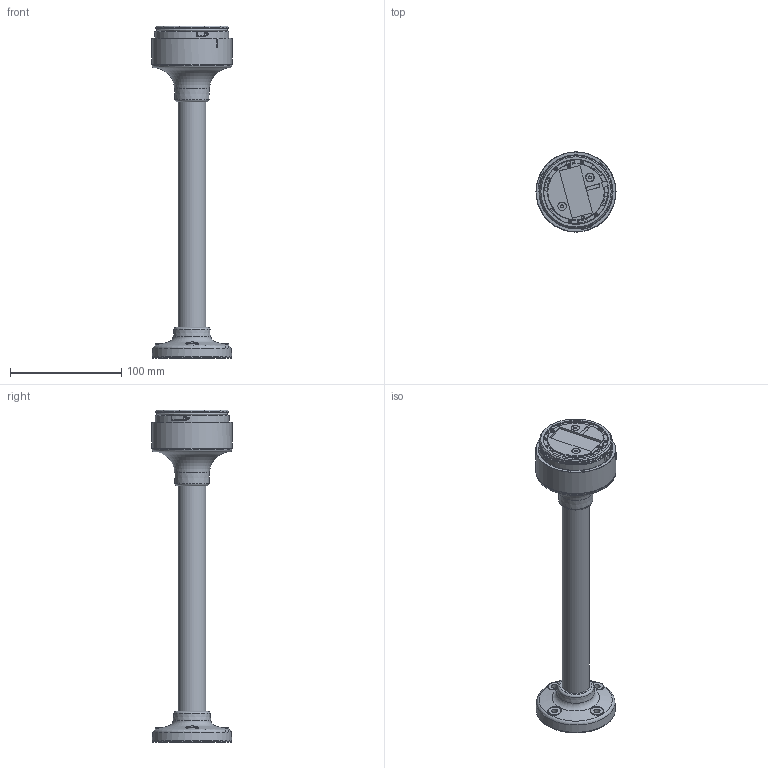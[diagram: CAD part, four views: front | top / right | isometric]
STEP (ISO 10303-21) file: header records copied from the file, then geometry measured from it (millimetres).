
FILE_DESCRIPTION(/* description */ (''),/* implementation_level */ '2;1');
FILE_NAME(/* name */ 'XMR 250.stp',/* time_stamp */ '2014-06-24T13:31:08+02:00',/* author */ (''),/* organization */ (''),/* preprocessor_version */ 'ST-DEVELOPER v11',/* originating_system */ 'SIEMENS PLM Software NX 7.5',/* authorisation */ '');
FILE_SCHEMA (('AUTOMOTIVE_DESIGN { 1 0 10303 214 1 1 1 1 }'));
Length unit declared in the file: millimetre
Products named in the file (1): m.neD7C8no7f
Bounding box: 72 x 72 x 298.4 mm (x, y, z)
Volume: 314937.2 mm3; surface area: 58939.3 mm2
Topology: 3 solids, 3 shells, 799 faces, 1917 edges, 1089 vertices
Faces by surface type: bspline 227, plane 150, cone 126, cylinder 107, torus 99, sphere 73, extrusion 17
Full cylindrical faces by diameter (mm): 3.1 x2, 3.2 x4, 5.8 x4, 7.6 x2, 7.7 x4, 24.8 x1, 34 x1, 62.5 x1, 65.1 x1, 66.586 x1, 70 x1, 70.4 x1, 72 x2
Entity records: 32554 total; most frequent: CARTESIAN_POINT 12909, ORIENTED_EDGE 3506, DIRECTION 3076, EDGE_CURVE 1753, AXIS2_PLACEMENT_3D 1365, VERTEX_POINT 1062, EDGE_LOOP 918, ADVANCED_FACE 799
